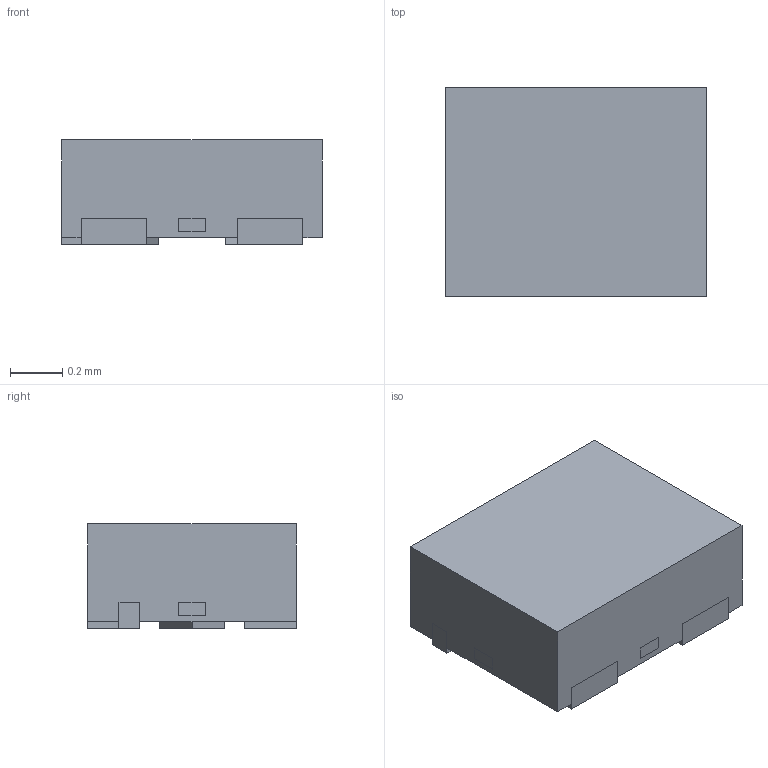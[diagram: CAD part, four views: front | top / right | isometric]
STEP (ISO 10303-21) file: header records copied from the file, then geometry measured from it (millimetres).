
FILE_DESCRIPTION((''),'2;1');
FILE_NAME('DTQ0006A_ASM','2017-11-21T14:12:49',('a0412086'),(''),'CREO PARAMETRIC BY PTC INC, 2017260','CREO PARAMETRIC BY PTC INC, 2017260','');
FILE_SCHEMA(('AUTOMOTIVE_DESIGN { 1 0 10303 214 1 1 1 1 }'));
Length unit declared in the file: millimetre
Products named in the file (4): BODY-SON; FRAME-DTQ0006A; PIN1-ID; DTQ0006A_ASM
Assembly tree (3 placements, depth 2):
  DTQ0006A_ASM
    BODY-SON
    FRAME-DTQ0006A
    PIN1-ID
Bounding box: 1 x 0.8 x 0.4 mm (x, y, z)
Volume: 0.3 mm3; surface area: 4.5 mm2
Topology: 9 solids, 9 shells, 112 faces, 276 edges, 184 vertices
Faces by surface type: plane 112
Entity records: 4663 total; most frequent: CARTESIAN_POINT 622, DIRECTION 566, ORIENTED_EDGE 552, PRESENTATION_STYLE_ASSIGNMENT 305, STYLED_ITEM 285, VECTOR 276, LINE 276, CURVE_STYLE 276
